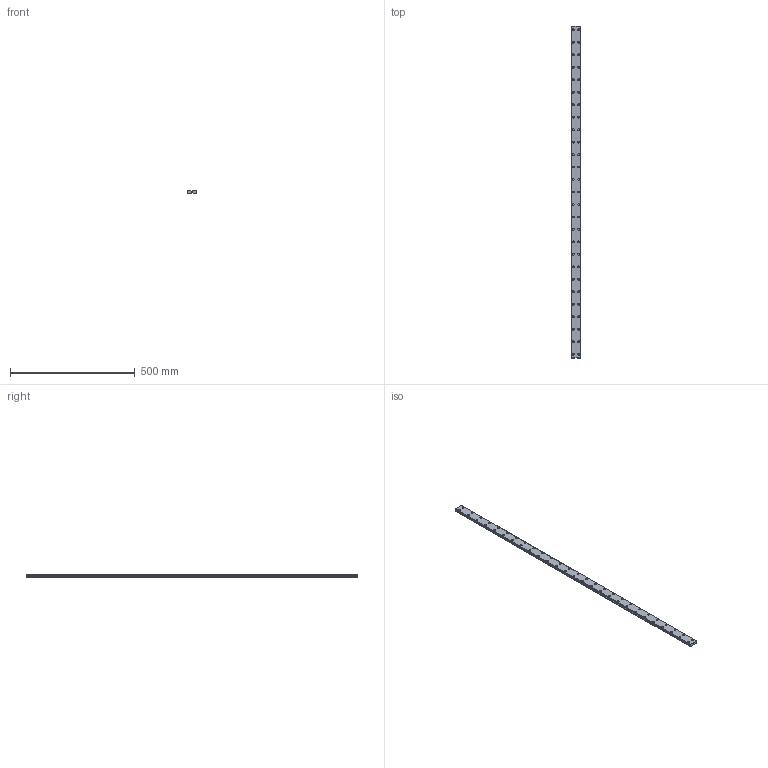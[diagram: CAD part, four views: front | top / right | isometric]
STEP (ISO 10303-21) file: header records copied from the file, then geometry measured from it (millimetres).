
FILE_DESCRIPTION(('STEP AP214'),'1');
FILE_NAME('cctmp_9E16A953-5DF9-42B7-83E4-9EBA543EAB56_2021_03_03_10_56_47_0686..stp','2021-03-03T09:56:47',('HIWIN GmbH'),('CADClick - www.CADClick.com'),'Spatial InterOp 3D',' ','unknown authorization');
FILE_SCHEMA(('AUTOMOTIVE_DESIGN'));
Length unit declared in the file: millimetre
Products named in the file (1): WER21R1330H_FILE
Bounding box: 37 x 1330 x 11 mm (x, y, z)
Volume: 492632.3 mm3; surface area: 144530.9 mm2
Topology: 1 solids, 1 shells, 589 faces, 1263 edges, 842 vertices
Faces by surface type: cylinder 342, plane 247
Entity records: 20997 total; most frequent: DIRECTION 3127, CARTESIAN_POINT 2695, ORIENTED_EDGE 2526, AXIS2_PLACEMENT_3D 1274, EDGE_CURVE 1263, VERTEX_POINT 842, EDGE_LOOP 755, CIRCLE 684
